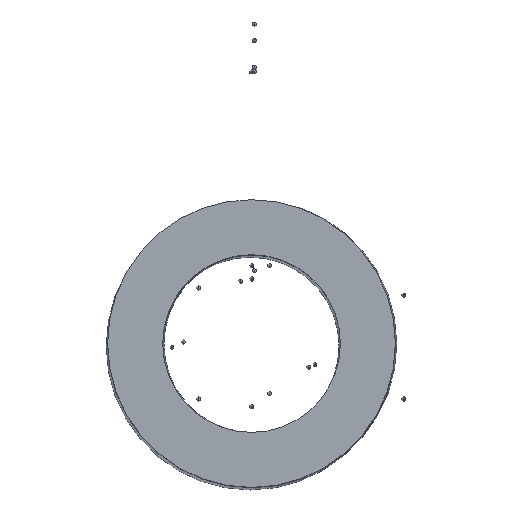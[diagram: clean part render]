
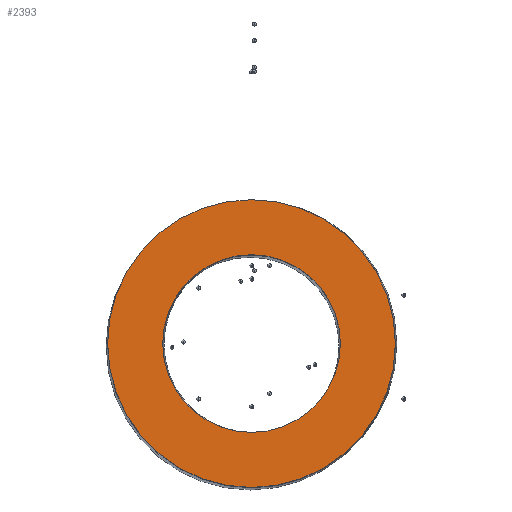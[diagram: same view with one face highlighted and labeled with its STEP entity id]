
A CAD part, front view. The second image highlights one B-rep face of the part: STEP entity #2393.
In plain terms, the highlighted planar face has unit normal (0.009, -1, 0.017).
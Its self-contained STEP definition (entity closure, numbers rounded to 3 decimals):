
#2232 = VERTEX_POINT('',#2233);
#2233 = CARTESIAN_POINT('',(205.732,-410.885,210.472
    ));
#2242 = CYLINDRICAL_SURFACE('',#2243,205.74);
#2243 = AXIS2_PLACEMENT_3D('',#2244,#2245,#2246);
#2244 = CARTESIAN_POINT('',(0.,-412.68,210.472));
#2245 = DIRECTION('',(0.009,-1.,
    0.017));
#2246 = DIRECTION('',(1.,0.009,0.));
#2289 = EDGE_CURVE('',#2232,#2232,#2290,.T.);
#2290 = SURFACE_CURVE('',#2291,(#2296,#2303),.PCURVE_S1.);
#2291 = CIRCLE('',#2292,205.74);
#2292 = AXIS2_PLACEMENT_3D('',#2293,#2294,#2295);
#2293 = CARTESIAN_POINT('',(0.,-412.68,210.472));
#2294 = DIRECTION('',(-0.009,1.,
    -0.017));
#2295 = DIRECTION('',(1.,0.009,0.));
#2296 = PCURVE('',#2242,#2297);
#2297 = DEFINITIONAL_REPRESENTATION('',(#2298),#2302);
#2298 = LINE('',#2299,#2300);
#2299 = CARTESIAN_POINT('',(-0.,0.));
#2300 = VECTOR('',#2301,1.);
#2301 = DIRECTION('',(-1.,0.));
#2302 = ( GEOMETRIC_REPRESENTATION_CONTEXT(2) 
PARAMETRIC_REPRESENTATION_CONTEXT() REPRESENTATION_CONTEXT('2D SPACE',''
  ) );
#2303 = PCURVE('',#2304,#2309);
#2304 = PLANE('',#2305);
#2305 = AXIS2_PLACEMENT_3D('',#2306,#2307,#2308);
#2306 = CARTESIAN_POINT('',(0.,-412.68,210.472));
#2307 = DIRECTION('',(-0.009,1.,
    -0.017));
#2308 = DIRECTION('',(1.,0.009,0.));
#2309 = DEFINITIONAL_REPRESENTATION('',(#2310),#2314);
#2310 = CIRCLE('',#2311,205.74);
#2311 = AXIS2_PLACEMENT_2D('',#2312,#2313);
#2312 = CARTESIAN_POINT('',(0.,0.));
#2313 = DIRECTION('',(1.,0.));
#2314 = ( GEOMETRIC_REPRESENTATION_CONTEXT(2) 
PARAMETRIC_REPRESENTATION_CONTEXT() REPRESENTATION_CONTEXT('2D SPACE',''
  ) );
#2320 = VERTEX_POINT('',#2321);
#2321 = CARTESIAN_POINT('',(126.995,-411.572,210.472
    ));
#2330 = CYLINDRICAL_SURFACE('',#2331,127.);
#2331 = AXIS2_PLACEMENT_3D('',#2332,#2333,#2334);
#2332 = CARTESIAN_POINT('',(0.,-412.68,210.472));
#2333 = DIRECTION('',(0.009,-1.,
    0.017));
#2334 = DIRECTION('',(1.,0.009,0.));
#2372 = EDGE_CURVE('',#2320,#2320,#2373,.T.);
#2373 = SURFACE_CURVE('',#2374,(#2379,#2386),.PCURVE_S1.);
#2374 = CIRCLE('',#2375,127.);
#2375 = AXIS2_PLACEMENT_3D('',#2376,#2377,#2378);
#2376 = CARTESIAN_POINT('',(0.,-412.68,210.472));
#2377 = DIRECTION('',(-0.009,1.,
    -0.017));
#2378 = DIRECTION('',(1.,0.009,0.));
#2379 = PCURVE('',#2330,#2380);
#2380 = DEFINITIONAL_REPRESENTATION('',(#2381),#2385);
#2381 = LINE('',#2382,#2383);
#2382 = CARTESIAN_POINT('',(-0.,0.));
#2383 = VECTOR('',#2384,1.);
#2384 = DIRECTION('',(-1.,0.));
#2385 = ( GEOMETRIC_REPRESENTATION_CONTEXT(2) 
PARAMETRIC_REPRESENTATION_CONTEXT() REPRESENTATION_CONTEXT('2D SPACE',''
  ) );
#2386 = PCURVE('',#2304,#2387);
#2387 = DEFINITIONAL_REPRESENTATION('',(#2388),#2392);
#2388 = CIRCLE('',#2389,127.);
#2389 = AXIS2_PLACEMENT_2D('',#2390,#2391);
#2390 = CARTESIAN_POINT('',(0.,0.));
#2391 = DIRECTION('',(1.,0.));
#2392 = ( GEOMETRIC_REPRESENTATION_CONTEXT(2) 
PARAMETRIC_REPRESENTATION_CONTEXT() REPRESENTATION_CONTEXT('2D SPACE',''
  ) );
#2393 = ADVANCED_FACE('',(#2394,#2397),#2304,.F.);
#2394 = FACE_BOUND('',#2395,.F.);
#2395 = EDGE_LOOP('',(#2396));
#2396 = ORIENTED_EDGE('',*,*,#2289,.T.);
#2397 = FACE_BOUND('',#2398,.F.);
#2398 = EDGE_LOOP('',(#2399));
#2399 = ORIENTED_EDGE('',*,*,#2372,.F.);
